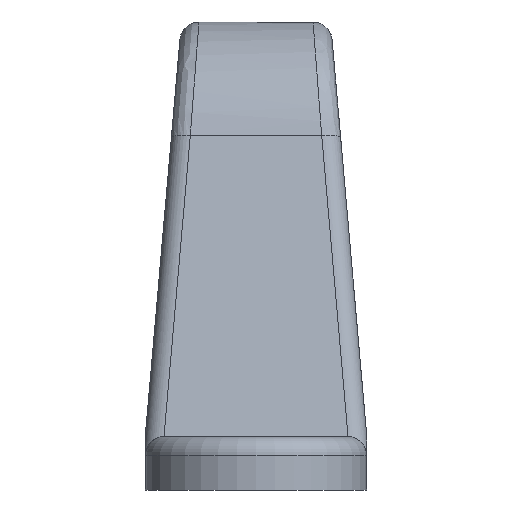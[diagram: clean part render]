
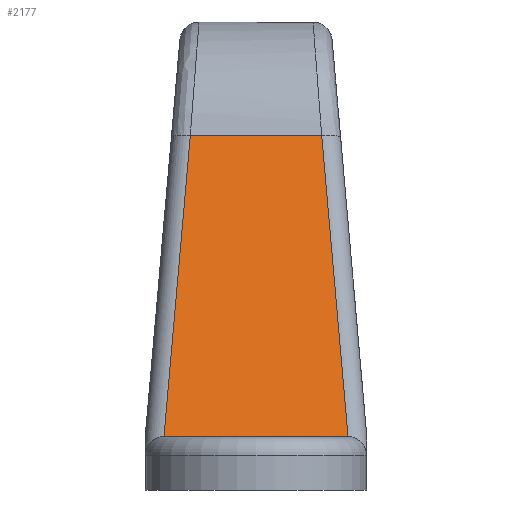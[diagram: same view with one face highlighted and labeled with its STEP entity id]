
A CAD part, left-side view. The second image highlights one B-rep face of the part: STEP entity #2177.
In plain terms, the highlighted planar face has unit normal (-0.966, 0, 0.259).
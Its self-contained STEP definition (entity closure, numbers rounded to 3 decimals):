
#253=CARTESIAN_POINT('',(-48.,-4.819,2.8));
#254=VERTEX_POINT('',#253);
#255=CARTESIAN_POINT('',(-48.0,-4.8,2.8));
#256=VERTEX_POINT('',#255);
#257=CARTESIAN_POINT('',(-48.268,-4.8,1.8));
#258=DIRECTION('',(0.966,0.0,-0.259));
#259=DIRECTION('',(0.259,0.,0.966));
#260=AXIS2_PLACEMENT_3D('',#257,#258,#259);
#261=ELLIPSE('',#260,1.035,1.0);
#262=EDGE_CURVE('',#254,#256,#261,.F.);
#352=CARTESIAN_POINT('',(-48.,4.819,2.8));
#353=VERTEX_POINT('',#352);
#380=CARTESIAN_POINT('',(-48.0,4.8,2.8));
#381=VERTEX_POINT('',#380);
#388=CARTESIAN_POINT('',(-48.268,4.8,1.8));
#389=DIRECTION('',(0.966,0.0,-0.259));
#390=DIRECTION('',(0.259,0.,0.966));
#391=AXIS2_PLACEMENT_3D('',#388,#389,#390);
#392=ELLIPSE('',#391,1.035,1.);
#393=EDGE_CURVE('',#353,#381,#392,.T.);
#406=CARTESIAN_POINT('',(-48.0,-4.8,2.8));
#407=DIRECTION('',(0.0,1.0,0.0));
#408=VECTOR('',#407,9.6);
#409=LINE('',#406,#408);
#410=EDGE_CURVE('',#256,#381,#409,.T.);
#744=CARTESIAN_POINT('',(-43.774,3.439,18.571));
#745=VERTEX_POINT('',#744);
#776=CARTESIAN_POINT('',(-48.,4.819,2.8));
#777=DIRECTION('',(0.258,-0.084,0.962));
#778=VECTOR('',#777,16.385);
#779=LINE('',#776,#778);
#780=EDGE_CURVE('',#353,#745,#779,.T.);
#836=CARTESIAN_POINT('',(-43.774,-3.439,18.571));
#837=VERTEX_POINT('',#836);
#845=CARTESIAN_POINT('',(-43.774,-3.439,18.571));
#846=DIRECTION('',(-0.258,-0.084,-0.962));
#847=VECTOR('',#846,16.385);
#848=LINE('',#845,#847);
#849=EDGE_CURVE('',#837,#254,#848,.T.);
#2148=CARTESIAN_POINT('',(-43.774,3.439,18.571));
#2149=DIRECTION('',(0.0,-1.0,0.0));
#2150=VECTOR('',#2149,6.878);
#2151=LINE('',#2148,#2150);
#2152=EDGE_CURVE('',#745,#837,#2151,.T.);
#2164=CARTESIAN_POINT('',(-42.186,-5.8,24.5));
#2165=DIRECTION('',(-0.966,0.0,0.259));
#2166=DIRECTION('',(0.259,0.0,0.966));
#2167=AXIS2_PLACEMENT_3D('',#2164,#2165,#2166);
#2168=PLANE('',#2167);
#2169=ORIENTED_EDGE('',*,*,#780,.F.);
#2170=ORIENTED_EDGE('',*,*,#393,.T.);
#2171=ORIENTED_EDGE('',*,*,#410,.F.);
#2172=ORIENTED_EDGE('',*,*,#262,.F.);
#2173=ORIENTED_EDGE('',*,*,#849,.F.);
#2174=ORIENTED_EDGE('',*,*,#2152,.F.);
#2175=EDGE_LOOP('',(#2169,#2170,#2171,#2172,#2173,#2174));
#2176=FACE_OUTER_BOUND('',#2175,.T.);
#2177=ADVANCED_FACE('',(#2176),#2168,.T.);
